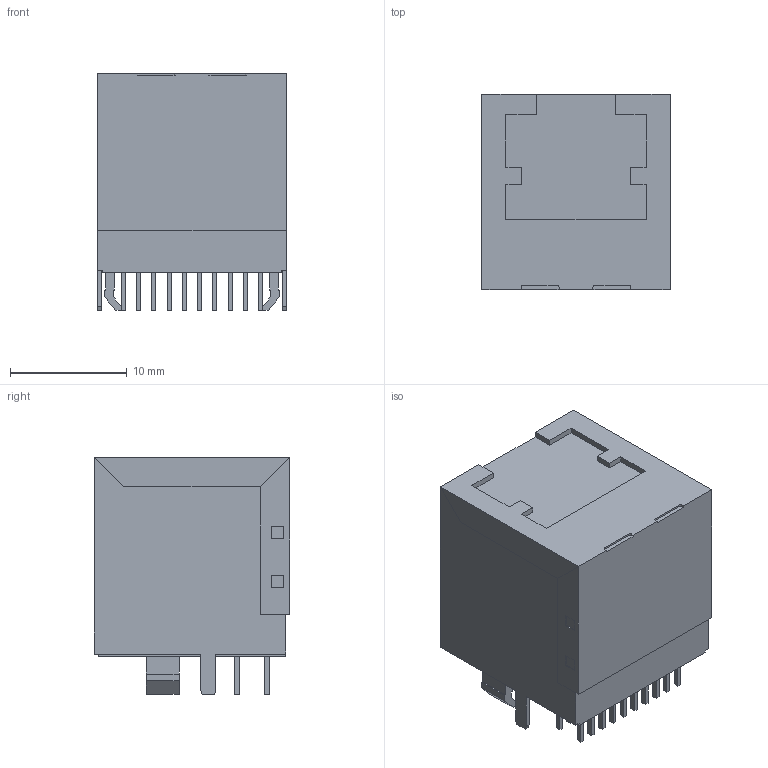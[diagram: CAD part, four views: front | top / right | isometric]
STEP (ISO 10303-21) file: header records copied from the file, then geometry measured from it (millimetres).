
FILE_DESCRIPTION (( 'STEP AP214' ), '1' );
FILE_NAME ('ARJ11G-MB.STEP', '2013-10-03T05:39:16', ( '' ), ( '' ), 'SwSTEP 2.0', 'SolidWorks 2012', '' );
FILE_SCHEMA (( 'AUTOMOTIVE_DESIGN' ));
Length unit declared in the file: millimetre
Products named in the file (1): ARJ11G-MB
Bounding box: 16.1 x 16.7 x 20.25 mm (x, y, z)
Volume: 4514.7 mm3; surface area: 1846 mm2
Topology: 1 solids, 1 shells, 309 faces, 802 edges, 534 vertices
Faces by surface type: plane 277, bspline 28, cylinder 4
Entity records: 12237 total; most frequent: CARTESIAN_POINT 3466, ORIENTED_EDGE 1604, DIRECTION 1318, EDGE_CURVE 802, VECTOR 738, LINE 738, VERTEX_POINT 534, EDGE_LOOP 348
